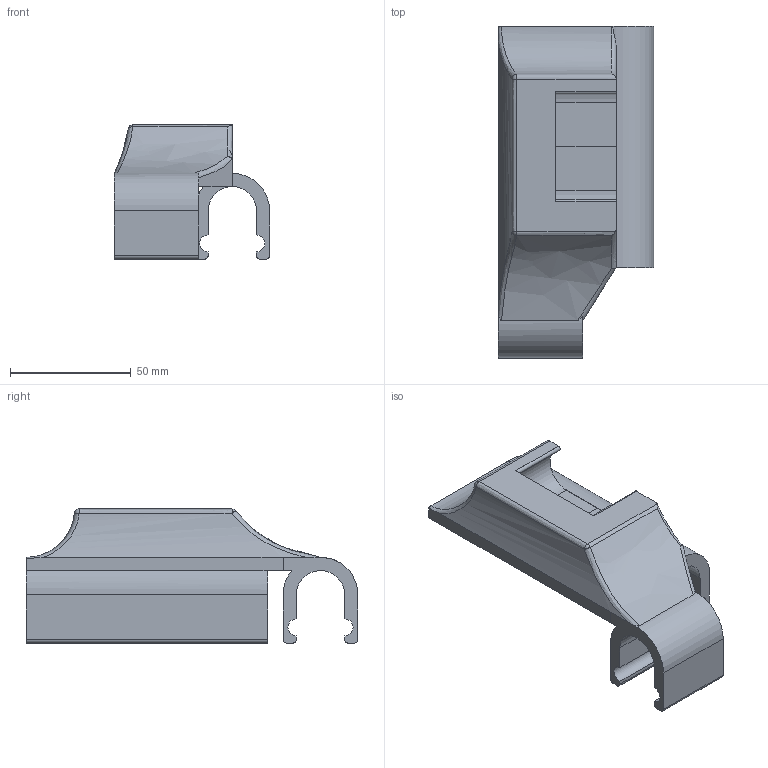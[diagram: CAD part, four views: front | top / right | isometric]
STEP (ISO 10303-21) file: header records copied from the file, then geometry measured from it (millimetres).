
FILE_DESCRIPTION(/* description */ (''),/* implementation_level */ '2;1');
FILE_NAME(/* name */ 'soporte.step',/* time_stamp */ '2020-08-11T21:09:31-04:00',/* author */ (''),/* organization */ (''),/* preprocessor_version */ 'ST-DEVELOPER v18.1',/* originating_system */ 'Autodesk Translation Framework v9.3.0.1241',/* authorisation */ '');
FILE_SCHEMA (('AUTOMOTIVE_DESIGN { 1 0 10303 214 3 1 1 }'));
Length unit declared in the file: millimetre
Products named in the file (1): FusionComponent
Bounding box: 64.33 x 137.42 x 55.55 mm (x, y, z)
Volume: 128669 mm3; surface area: 39217.1 mm2
Topology: 1 solids, 1 shells, 83 faces, 233 edges, 152 vertices
Faces by surface type: plane 39, cylinder 26, bspline 15, sphere 2, torus 1
Entity records: 3306 total; most frequent: CARTESIAN_POINT 1223, ORIENTED_EDGE 466, DIRECTION 391, EDGE_CURVE 233, VERTEX_POINT 152, LINE 131, VECTOR 131, AXIS2_PLACEMENT_3D 130
